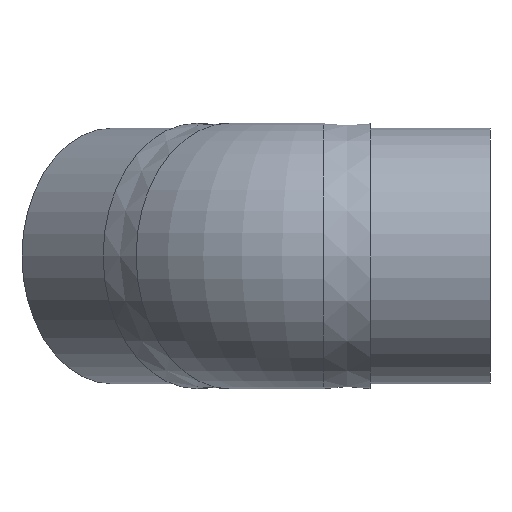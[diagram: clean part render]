
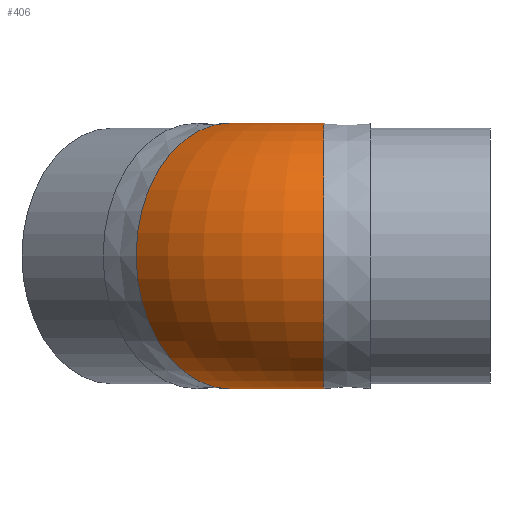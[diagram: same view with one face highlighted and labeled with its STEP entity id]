
A CAD part, left-side view. The second image highlights one B-rep face of the part: STEP entity #406.
In plain terms, the highlighted toroidal (fillet/blend) face has major radius 207.592 mm and minor radius 207.5 mm.
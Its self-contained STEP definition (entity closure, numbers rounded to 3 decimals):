
#355=CARTESIAN_POINT('',(207.5,-85.988,0.));
#356=VERTEX_POINT('',#355);
#357=CARTESIAN_POINT('',(-207.5,-85.988,0.));
#358=VERTEX_POINT('',#357);
#359=CARTESIAN_POINT('',(0.,-85.988,0.));
#360=DIRECTION('',(0.,1.,0.));
#361=DIRECTION('',(1.,0.,0.));
#362=AXIS2_PLACEMENT_3D('',#359,#360,#361);
#363=CIRCLE('',#362,207.5);
#364=EDGE_CURVE('',#356,#358,#363,.T.);
#366=EDGE_CURVE('',#358,#356,#363,.T.);
#376=CARTESIAN_POINT('',(207.527,-85.922,0.));
#377=VERTEX_POINT('',#376);
#378=CARTESIAN_POINT('',(-85.922,207.527,0.));
#379=VERTEX_POINT('',#378);
#380=CARTESIAN_POINT('',(60.802,60.802,0.));
#381=DIRECTION('',(-0.707,-0.707,0.));
#382=DIRECTION('',(0.707,-0.707,0.));
#383=AXIS2_PLACEMENT_3D('',#380,#381,#382);
#384=CIRCLE('',#383,207.5);
#385=EDGE_CURVE('',#377,#379,#384,.T.);
#386=ORIENTED_EDGE('',*,*,#385,.T.);
#387=CARTESIAN_POINT('',(207.592,-85.988,0.));
#388=DIRECTION('',(0.,0.,-1.));
#389=DIRECTION('',(-1.,0.,0.));
#390=AXIS2_PLACEMENT_3D('',#387,#388,#389);
#391=CIRCLE('',#390,415.092);
#392=EDGE_CURVE('',#358,#379,#391,.T.);
#393=ORIENTED_EDGE('',*,*,#392,.F.);
#394=ORIENTED_EDGE('',*,*,#366,.T.);
#395=ORIENTED_EDGE('',*,*,#364,.T.);
#396=ORIENTED_EDGE('',*,*,#392,.T.);
#397=EDGE_CURVE('',#379,#377,#384,.T.);
#398=ORIENTED_EDGE('',*,*,#397,.T.);
#399=EDGE_LOOP('',(#386,#393,#394,#395,#396,#398));
#400=FACE_OUTER_BOUND('',#399,.T.);
#401=CARTESIAN_POINT('',(207.592,-85.988,0.));
#402=DIRECTION('',(0.,0.,-1.));
#403=DIRECTION('',(-1.,0.,0.));
#404=AXIS2_PLACEMENT_3D('',#401,#402,#403);
#405=TOROIDAL_SURFACE('',#404,207.592,207.5);
#406=ADVANCED_FACE('',(#400),#405,.T.);
